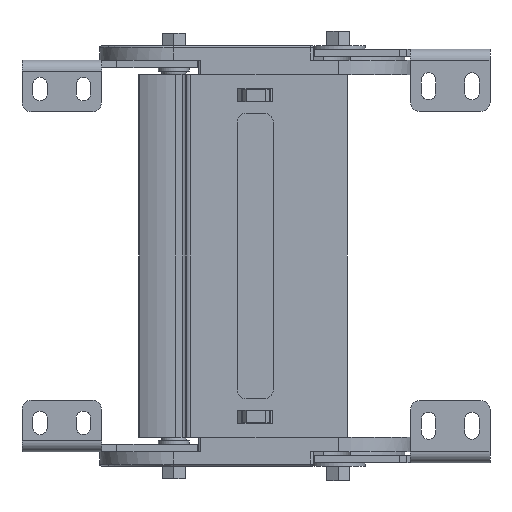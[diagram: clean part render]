
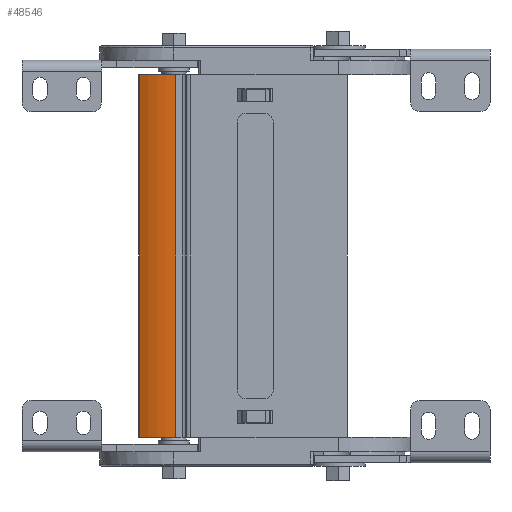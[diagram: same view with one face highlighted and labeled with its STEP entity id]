
A CAD part, front view. The second image highlights one B-rep face of the part: STEP entity #48546.
In plain terms, the highlighted cylindrical face has radius 38.515 mm (diameter 77.03 mm), a partial arc.
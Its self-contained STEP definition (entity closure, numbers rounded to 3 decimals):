
#124 = DIRECTION ( 'NONE',  ( 1., 0., 0. ) ) ;
#460 = CARTESIAN_POINT ( 'NONE',  ( -43.755, 0.097, -113.489 ) ) ;
#738 = ORIENTED_EDGE ( 'NONE', *, *, #14971, .T. ) ;
#963 = CARTESIAN_POINT ( 'NONE',  ( -62.307, -33.655, 24.945 ) ) ;
#1450 = LINE ( 'NONE', #6660, #25893 ) ;
#1603 = CARTESIAN_POINT ( 'NONE',  ( -62.307, -33.655, -175.535 ) ) ;
#1912 = DIRECTION ( 'NONE',  ( 0., 0., -1. ) ) ;
#5691 = CARTESIAN_POINT ( 'NONE',  ( -43.755, 0.097, 24.945 ) ) ;
#6660 = CARTESIAN_POINT ( 'NONE',  ( -42.292, -38.39, -113.489 ) ) ;
#8370 = VERTEX_POINT ( 'NONE', #1603 ) ;
#10146 = EDGE_CURVE ( 'NONE', #8370, #13083, #21545, .T. ) ;
#10279 = DIRECTION ( 'NONE',  ( 0., 0., 1. ) ) ;
#10979 = DIRECTION ( 'NONE',  ( 0., 0., 1. ) ) ;
#12550 = EDGE_LOOP ( 'NONE', ( #14131, #46263, #738, #37915 ) ) ;
#13083 = VERTEX_POINT ( 'NONE', #963 ) ;
#14131 = ORIENTED_EDGE ( 'NONE', *, *, #10146, .F. ) ;
#14971 = EDGE_CURVE ( 'NONE', #17184, #41595, #1450, .T. ) ;
#17184 = VERTEX_POINT ( 'NONE', #41170 ) ;
#17932 = CARTESIAN_POINT ( 'NONE',  ( -43.755, 0.097, -175.535 ) ) ;
#18054 = CIRCLE ( 'NONE', #23869, 38.515 ) ;
#18736 = EDGE_CURVE ( 'NONE', #41595, #13083, #18054, .T. ) ;
#20579 = EDGE_CURVE ( 'NONE', #17184, #8370, #29278, .T. ) ;
#21545 = LINE ( 'NONE', #33087, #29267 ) ;
#22092 = DIRECTION ( 'NONE',  ( 0., 0., -1. ) ) ;
#23869 = AXIS2_PLACEMENT_3D ( 'NONE', #5691, #1912, #31893 ) ;
#25893 = VECTOR ( 'NONE', #10979, 1000. ) ;
#28849 = FACE_OUTER_BOUND ( 'NONE', #12550, .T. ) ;
#29267 = VECTOR ( 'NONE', #10279, 1000. ) ;
#29278 = CIRCLE ( 'NONE', #29315, 38.515 ) ;
#29315 = AXIS2_PLACEMENT_3D ( 'NONE', #17932, #22092, #48693 ) ;
#30767 = DIRECTION ( 'NONE',  ( 0., 0., 1. ) ) ;
#31843 = CYLINDRICAL_SURFACE ( 'NONE', #34685, 38.515 ) ;
#31893 = DIRECTION ( 'NONE',  ( -1., 0., 0. ) ) ;
#33087 = CARTESIAN_POINT ( 'NONE',  ( -62.307, -33.655, -113.489 ) ) ;
#34685 = AXIS2_PLACEMENT_3D ( 'NONE', #460, #30767, #124 ) ;
#34856 = CARTESIAN_POINT ( 'NONE',  ( -42.292, -38.39, 24.945 ) ) ;
#37915 = ORIENTED_EDGE ( 'NONE', *, *, #18736, .T. ) ;
#41170 = CARTESIAN_POINT ( 'NONE',  ( -42.292, -38.39, -175.535 ) ) ;
#41595 = VERTEX_POINT ( 'NONE', #34856 ) ;
#46263 = ORIENTED_EDGE ( 'NONE', *, *, #20579, .F. ) ;
#48546 = ADVANCED_FACE ( 'NONE', ( #28849 ), #31843, .T. ) ;
#48693 = DIRECTION ( 'NONE',  ( -1., 0., 0. ) ) ;
